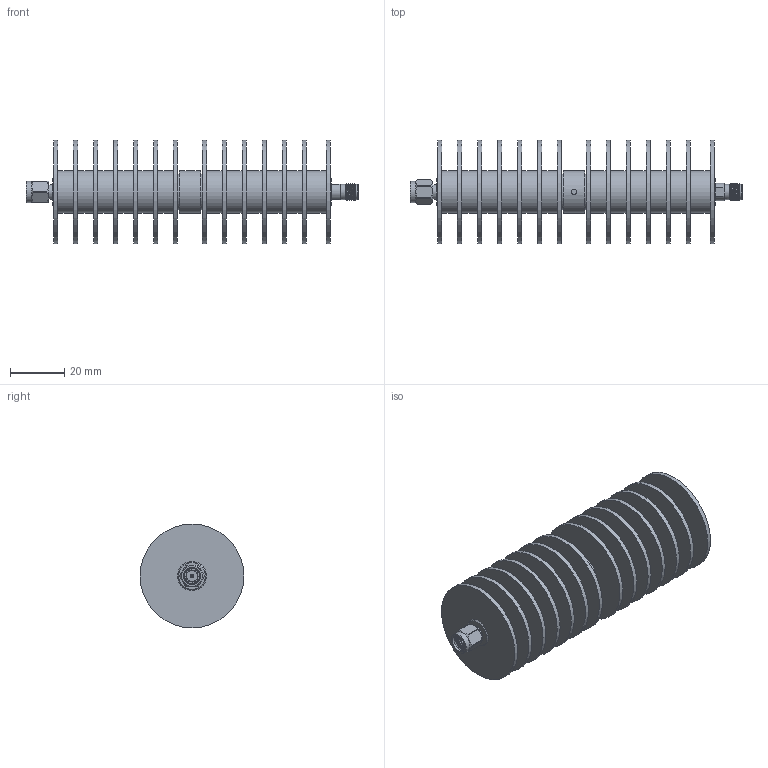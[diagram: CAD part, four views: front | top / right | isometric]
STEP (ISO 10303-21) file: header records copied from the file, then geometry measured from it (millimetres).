
FILE_DESCRIPTION (( 'STEP AP203' ), '1' );
FILE_NAME ('PE7427-XX_3D.step', '2021-01-28T17:04:08', ( '' ), ( '' ), 'SwSTEP 2.0', 'SolidWorks 2018', '' );
FILE_SCHEMA (( 'CONFIG_CONTROL_DESIGN' ));
Length unit declared in the file: inch
Products named in the file (1): PE7427-XX_3D
Bounding box: 122 x 38.1 x 38.1 mm (x, y, z)
Volume: 40551.8 mm3; surface area: 34385.3 mm2
Topology: 1 solids, 1 shells, 129 faces, 264 edges, 178 vertices
Faces by surface type: cylinder 56, plane 53, cone 12, bspline 7, torus 1
Full cylindrical faces by diameter (mm): 0.94 x2, 1.194 x2, 2.032 x1, 4.445 x1, 4.572 x1, 5.334 x1, 5.582 x2, 6.35 x6, 7.762 x1, 13.461 x2, 15.748 x13, 38.1 x14
Entity records: 6265 total; most frequent: CARTESIAN_POINT 3842, DIRECTION 476, ORIENTED_EDGE 400, AXIS2_PLACEMENT_3D 227, EDGE_LOOP 214, EDGE_CURVE 200, VERTEX_POINT 170, FACE_OUTER_BOUND 166
